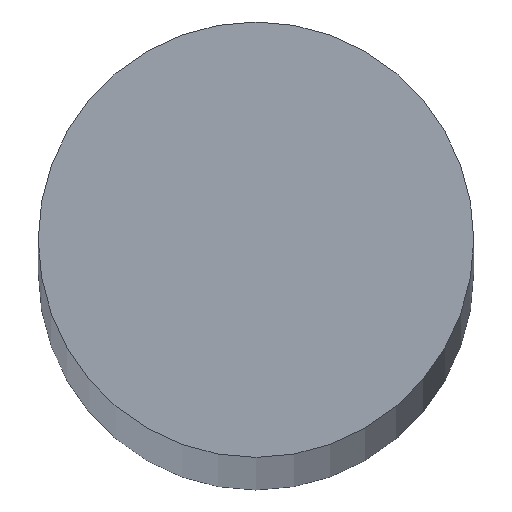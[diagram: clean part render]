
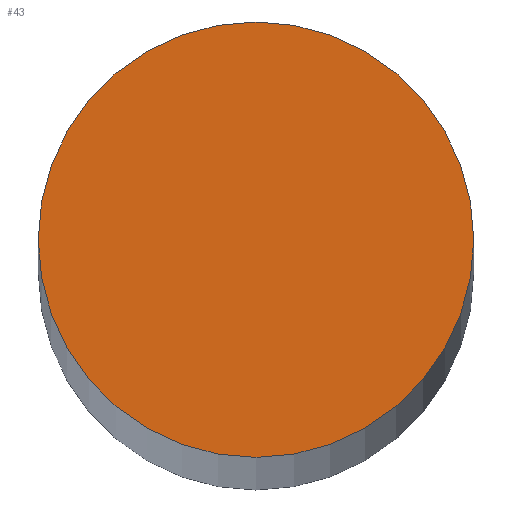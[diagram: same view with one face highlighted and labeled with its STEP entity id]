
A CAD part, top view. The second image highlights one B-rep face of the part: STEP entity #43.
In plain terms, the highlighted planar face has unit normal (0, 0, 1).
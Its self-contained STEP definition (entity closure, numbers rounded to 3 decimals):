
#4 = CARTESIAN_POINT ( 'NONE',  ( 0., 0., 3000. ) ) ;
#12 = VERTEX_POINT ( 'NONE', #68 ) ;
#32 = EDGE_CURVE ( 'NONE', #12, #54, #53, .T. ) ;
#36 = FACE_OUTER_BOUND ( 'NONE', #65, .T. ) ;
#37 = DIRECTION ( 'NONE',  ( 1., 0., 0. ) ) ;
#39 = CIRCLE ( 'NONE', #91, 35. ) ;
#43 = ADVANCED_FACE ( 'NONE', ( #36 ), #72, .T. ) ;
#44 = CARTESIAN_POINT ( 'NONE',  ( 0., 0., 3000. ) ) ;
#50 = ORIENTED_EDGE ( 'NONE', *, *, #32, .T. ) ;
#53 = CIRCLE ( 'NONE', #104, 35. ) ;
#54 = VERTEX_POINT ( 'NONE', #74 ) ;
#65 = EDGE_LOOP ( 'NONE', ( #112, #50 ) ) ;
#68 = CARTESIAN_POINT ( 'NONE',  ( 35., 0., 3000. ) ) ;
#72 = PLANE ( 'NONE',  #77 ) ;
#74 = CARTESIAN_POINT ( 'NONE',  ( -35., 0., 3000. ) ) ;
#75 = DIRECTION ( 'NONE',  ( 0., 0., 1. ) ) ;
#77 = AXIS2_PLACEMENT_3D ( 'NONE', #119, #85, #84 ) ;
#84 = DIRECTION ( 'NONE',  ( 1., 0., 0. ) ) ;
#85 = DIRECTION ( 'NONE',  ( 0., 0., 1. ) ) ;
#91 = AXIS2_PLACEMENT_3D ( 'NONE', #4, #75, #96 ) ;
#96 = DIRECTION ( 'NONE',  ( 1., 0., 0. ) ) ;
#104 = AXIS2_PLACEMENT_3D ( 'NONE', #44, #131, #37 ) ;
#112 = ORIENTED_EDGE ( 'NONE', *, *, #122, .T. ) ;
#119 = CARTESIAN_POINT ( 'NONE',  ( 0., 0., 3000. ) ) ;
#122 = EDGE_CURVE ( 'NONE', #54, #12, #39, .T. ) ;
#131 = DIRECTION ( 'NONE',  ( 0., 0., 1. ) ) ;
